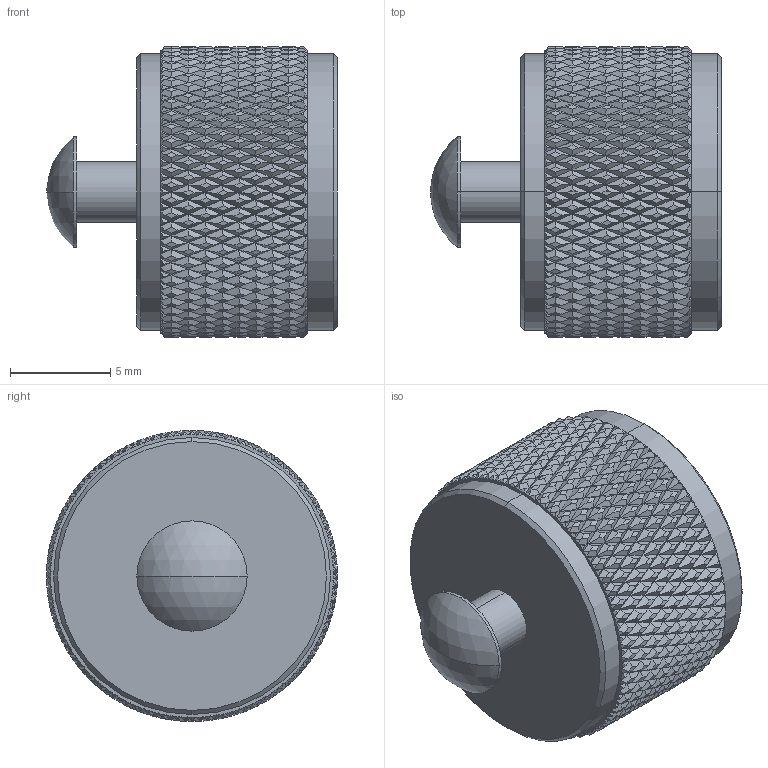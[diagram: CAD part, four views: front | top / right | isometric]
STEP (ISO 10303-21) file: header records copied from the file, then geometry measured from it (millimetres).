
FILE_DESCRIPTION (( 'STEP AP203' ), '1' );
FILE_NAME ('55-00186.STEP', '2023-02-03T00:02:14', ( '' ), ( '' ), 'SwSTEP 2.0', 'SolidWorks 2021', '' );
FILE_SCHEMA (( 'CONFIG_CONTROL_DESIGN' ));
Products named in the file (3): 55-00152-04___; 55-00152-01___; 55-00186
Assembly tree (2 placements, depth 2):
  55-00186
    55-00152-01___
    55-00152-04___
Bounding box: 14.5 x 14.5 x 14.5 mm (x, y, z)
Volume: 818.4 mm3; surface area: 1513 mm2
Topology: 2 solids, 2 shells, 2155 faces, 6427 edges, 4280 vertices
Faces by surface type: bspline 1322, cylinder 569, cone 250, plane 8, torus 4, sphere 2
Entity records: 293118 total; most frequent: CARTESIAN_POINT 253414, ORIENTED_EDGE 12854, EDGE_CURVE 6427, B_SPLINE_CURVE_WITH_KNOTS 4390, VERTEX_POINT 4280, DIRECTION 2412, EDGE_LOOP 2161, FACE_OUTER_BOUND 2155
